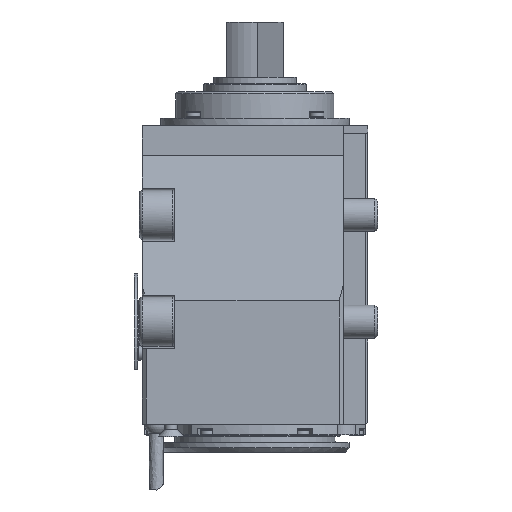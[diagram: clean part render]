
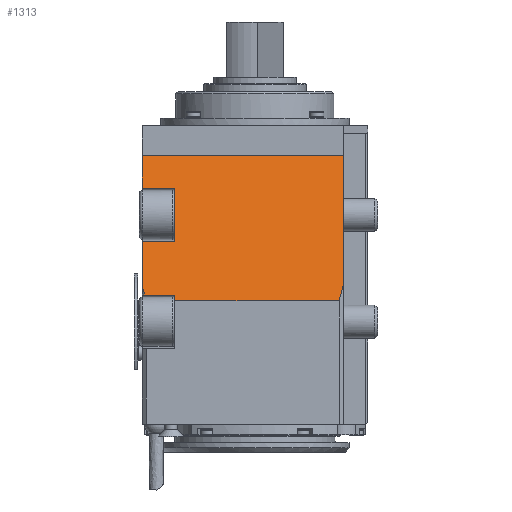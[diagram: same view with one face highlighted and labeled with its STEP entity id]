
A CAD part, front view. The second image highlights one B-rep face of the part: STEP entity #1313.
In plain terms, the highlighted planar face has unit normal (0, -0.966, 0.259).
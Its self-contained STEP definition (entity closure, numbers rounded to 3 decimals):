
#39=LINE('',#7858,#253);
#70=LINE('',#8847,#284);
#73=LINE('',#8886,#287);
#75=LINE('',#8891,#289);
#80=LINE('',#8901,#294);
#87=LINE('',#9234,#301);
#91=LINE('',#9333,#305);
#92=LINE('',#9335,#306);
#93=LINE('',#9336,#307);
#94=LINE('',#9338,#308);
#95=LINE('',#9340,#309);
#96=LINE('',#9341,#310);
#253=VECTOR('',#4598,1.);
#284=VECTOR('',#4653,1.);
#287=VECTOR('',#4658,1.);
#289=VECTOR('',#4662,1.);
#294=VECTOR('',#4669,1.);
#301=VECTOR('',#4684,1.);
#305=VECTOR('',#4690,1.);
#306=VECTOR('',#4693,1.);
#307=VECTOR('',#4694,1.);
#308=VECTOR('',#4695,1.);
#309=VECTOR('',#4696,1.);
#310=VECTOR('',#4697,1.);
#1313=ADVANCED_FACE('',(#1600),#1476,.F.);
#1476=PLANE('',#4182);
#1600=FACE_OUTER_BOUND('',#1978,.T.);
#1978=EDGE_LOOP('',(#2534,#2535,#2536,#2537,#2538,#2539,#2540,#2541,#2542,
#2543,#2544,#2545));
#2534=ORIENTED_EDGE('',*,*,#3575,.F.);
#2535=ORIENTED_EDGE('',*,*,#3653,.T.);
#2536=ORIENTED_EDGE('',*,*,#3684,.F.);
#2537=ORIENTED_EDGE('',*,*,#3655,.T.);
#2538=ORIENTED_EDGE('',*,*,#3660,.T.);
#2539=ORIENTED_EDGE('',*,*,#3677,.F.);
#2540=ORIENTED_EDGE('',*,*,#3685,.T.);
#2541=ORIENTED_EDGE('',*,*,#3686,.T.);
#2542=ORIENTED_EDGE('',*,*,#3687,.F.);
#2543=ORIENTED_EDGE('',*,*,#3683,.F.);
#2544=ORIENTED_EDGE('',*,*,#3688,.F.);
#2545=ORIENTED_EDGE('',*,*,#3649,.T.);
#3205=VERTEX_POINT('',#7859);
#3206=VERTEX_POINT('',#7860);
#3265=VERTEX_POINT('',#8844);
#3268=VERTEX_POINT('',#8885);
#3269=VERTEX_POINT('',#8889);
#3271=VERTEX_POINT('',#8892);
#3274=VERTEX_POINT('',#8900);
#3288=VERTEX_POINT('',#9233);
#3292=VERTEX_POINT('',#9328);
#3294=VERTEX_POINT('',#9332);
#3295=VERTEX_POINT('',#9337);
#3296=VERTEX_POINT('',#9339);
#3575=EDGE_CURVE('',#3205,#3206,#39,.T.);
#3649=EDGE_CURVE('',#3265,#3206,#70,.T.);
#3653=EDGE_CURVE('',#3205,#3268,#73,.T.);
#3655=EDGE_CURVE('',#3271,#3269,#75,.T.);
#3660=EDGE_CURVE('',#3269,#3274,#80,.T.);
#3677=EDGE_CURVE('',#3288,#3274,#87,.T.);
#3683=EDGE_CURVE('',#3294,#3292,#91,.T.);
#3684=EDGE_CURVE('',#3271,#3268,#92,.T.);
#3685=EDGE_CURVE('',#3288,#3295,#93,.T.);
#3686=EDGE_CURVE('',#3295,#3296,#94,.T.);
#3687=EDGE_CURVE('',#3292,#3296,#95,.T.);
#3688=EDGE_CURVE('',#3265,#3294,#96,.T.);
#4182=AXIS2_PLACEMENT_3D('',#9342,#4698,#4699);
#4598=DIRECTION('',(0.,0.259,0.966));
#4653=DIRECTION('',(1.,0.,0.));
#4658=DIRECTION('',(-1.,0.,0.));
#4662=DIRECTION('',(0.251,-0.251,-0.935));
#4669=DIRECTION('',(1.,0.,0.));
#4684=DIRECTION('',(0.,0.259,0.966));
#4690=DIRECTION('',(1.,0.,0.));
#4693=DIRECTION('',(0.,0.259,0.966));
#4694=DIRECTION('',(1.,0.,0.));
#4695=DIRECTION('',(0.251,0.251,0.935));
#4696=DIRECTION('',(0.,-0.259,-0.966));
#4697=DIRECTION('',(0.,0.259,0.966));
#4698=DIRECTION('',(0.,0.966,-0.259));
#4699=DIRECTION('',(0.,0.259,0.966));
#7858=CARTESIAN_POINT('',(-39.,-56.002,-31.));
#7859=CARTESIAN_POINT('',(-39.,-67.256,-73.));
#7860=CARTESIAN_POINT('',(-39.,-60.29,-47.));
#8844=CARTESIAN_POINT('',(-55.,-60.29,-47.));
#8847=CARTESIAN_POINT('',(-55.,-60.29,-47.));
#8885=CARTESIAN_POINT('',(-55.,-67.256,-73.));
#8886=CARTESIAN_POINT('',(-55.,-67.256,-73.));
#8889=CARTESIAN_POINT('',(-53.777,-74.223,-99.));
#8891=CARTESIAN_POINT('',(-39.169,-88.831,-153.516));
#8892=CARTESIAN_POINT('',(-55.,-73.,-94.436));
#8900=CARTESIAN_POINT('',(-39.,-74.223,-99.));
#8901=CARTESIAN_POINT('',(-55.,-74.223,-99.));
#9233=CARTESIAN_POINT('',(-39.,-75.,-101.9));
#9234=CARTESIAN_POINT('',(-39.,-56.002,-31.));
#9328=CARTESIAN_POINT('',(43.,-56.002,-31.));
#9332=CARTESIAN_POINT('',(-55.,-56.002,-31.));
#9333=CARTESIAN_POINT('',(-55.,-56.002,-31.));
#9335=CARTESIAN_POINT('',(-55.,-56.002,-31.));
#9336=CARTESIAN_POINT('',(-55.,-75.,-101.9));
#9337=CARTESIAN_POINT('',(41.,-75.,-101.9));
#9338=CARTESIAN_POINT('',(63.726,-52.274,-17.086));
#9339=CARTESIAN_POINT('',(43.,-73.,-94.436));
#9340=CARTESIAN_POINT('',(43.,-56.002,-31.));
#9341=CARTESIAN_POINT('',(-55.,-56.002,-31.));
#9342=CARTESIAN_POINT('',(-55.,-56.002,-31.));
